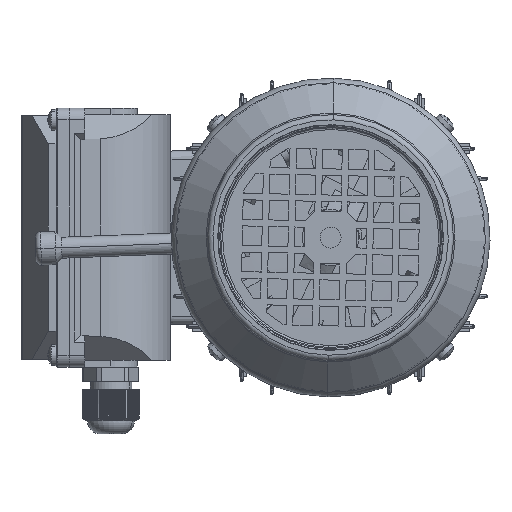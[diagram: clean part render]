
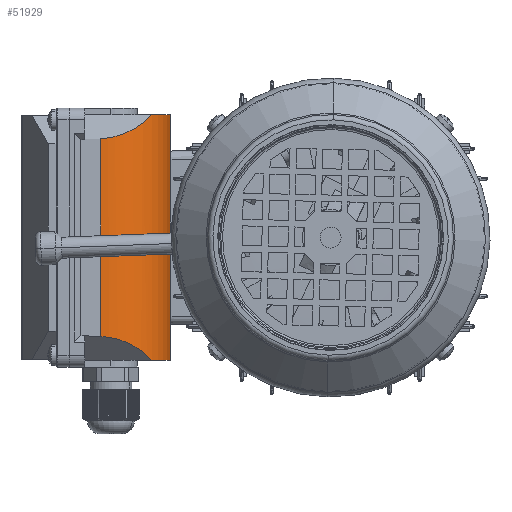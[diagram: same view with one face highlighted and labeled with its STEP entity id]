
A CAD part, left-side view. The second image highlights one B-rep face of the part: STEP entity #51929.
In plain terms, the highlighted cylindrical face has radius 27.7 mm (diameter 55.4 mm), a partial arc.
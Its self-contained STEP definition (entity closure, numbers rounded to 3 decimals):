
#1500 = AXIS2_PLACEMENT_3D ( 'NONE', #62877, #50237, #37560 ) ;
#2160 = CARTESIAN_POINT ( 'NONE',  ( -28.5, -47., 21.7 ) ) ;
#3009 = LINE ( 'NONE', #76037, #54741 ) ;
#3853 = CARTESIAN_POINT ( 'NONE',  ( -28.5, 47., 21.7 ) ) ;
#8622 = EDGE_CURVE ( 'NONE', #75426, #121155, #3009, .T. ) ;
#9459 = ORIENTED_EDGE ( 'NONE', *, *, #41914, .F. ) ;
#11447 = CARTESIAN_POINT ( 'NONE',  ( -47., -47., 14.616 ) ) ;
#11923 = CARTESIAN_POINT ( 'NONE',  ( -28.5, -49.5, -6. ) ) ;
#12855 = CARTESIAN_POINT ( 'NONE',  ( -56.175, 37.825, -4.828 ) ) ;
#13165 = EDGE_CURVE ( 'NONE', #97201, #75426, #22907, .T. ) ;
#22907 = CIRCLE ( 'NONE', #91920, 27.7 ) ;
#27439 = CARTESIAN_POINT ( 'NONE',  ( -47., 47., 14.616 ) ) ;
#37560 = DIRECTION ( 'NONE',  ( 0., 0., 1. ) ) ;
#41914 = EDGE_CURVE ( 'NONE', #67288, #69775, #92200, .T. ) ;
#43386 = CARTESIAN_POINT ( 'NONE',  ( -28.5, -47., -6. ) ) ;
#50237 = DIRECTION ( 'NONE',  ( 0., -1., 0. ) ) ;
#51929 = ADVANCED_FACE ( 'NONE', ( #109883 ), #113067, .T. ) ;
#54741 = VECTOR ( 'NONE', #63343, 1000. ) ;
#57844 = ORIENTED_EDGE ( 'NONE', *, *, #8622, .T. ) ;
#59591 = DIRECTION ( 'NONE',  ( 0., 0., 1. ) ) ;
#60855 =( BOUNDED_CURVE ( )  B_SPLINE_CURVE ( 3, ( #121255, #108631, #95984, #83306 ),
 .UNSPECIFIED., .F., .F. ) 
 B_SPLINE_CURVE_WITH_KNOTS ( ( 4, 4 ),
 ( 2.302, 3.099 ),
 .UNSPECIFIED. ) 
 CURVE ( )  GEOMETRIC_REPRESENTATION_ITEM ( )  RATIONAL_B_SPLINE_CURVE ( ( 1., 0.948, 0.948, 1. ) ) 
 REPRESENTATION_ITEM ( '' )  );
#62460 = ORIENTED_EDGE ( 'NONE', *, *, #13165, .T. ) ;
#62877 = CARTESIAN_POINT ( 'NONE',  ( -28.5, 47., -6. ) ) ;
#63343 = DIRECTION ( 'NONE',  ( 0., 1., 0. ) ) ;
#66849 = DIRECTION ( 'NONE',  ( 0., 1., 0. ) ) ;
#67288 = VERTEX_POINT ( 'NONE', #101065 ) ;
#69775 = VERTEX_POINT ( 'NONE', #12855 ) ;
#70323 = CARTESIAN_POINT ( 'NONE',  ( -47., -47., 14.616 ) ) ;
#72266 = DIRECTION ( 'NONE',  ( 0., 1., 0. ) ) ;
#73147 = ORIENTED_EDGE ( 'NONE', *, *, #82224, .T. ) ;
#75426 = VERTEX_POINT ( 'NONE', #2160 ) ;
#76037 = CARTESIAN_POINT ( 'NONE',  ( -28.5, -49.5, 21.7 ) ) ;
#79522 = CARTESIAN_POINT ( 'NONE',  ( -56.175, -49.5, -4.828 ) ) ;
#82187 = CIRCLE ( 'NONE', #1500, 27.7 ) ;
#82224 = EDGE_CURVE ( 'NONE', #95186, #69775, #60855, .T. ) ;
#83009 = CARTESIAN_POINT ( 'NONE',  ( -52.628, -41.372, 9.566 ) ) ;
#83306 = CARTESIAN_POINT ( 'NONE',  ( -56.175, 37.825, -4.828 ) ) ;
#91094 = DIRECTION ( 'NONE',  ( 0., 0., -1. ) ) ;
#91213 = VECTOR ( 'NONE', #66849, 1000. ) ;
#91920 = AXIS2_PLACEMENT_3D ( 'NONE', #43386, #103740, #91094 ) ;
#92200 = LINE ( 'NONE', #79522, #91213 ) ;
#93779 = EDGE_CURVE ( 'NONE', #67288, #97201, #108717, .T. ) ;
#95186 = VERTEX_POINT ( 'NONE', #27439 ) ;
#95680 = CARTESIAN_POINT ( 'NONE',  ( -55.855, -38.145, 2.727 ) ) ;
#95984 = CARTESIAN_POINT ( 'NONE',  ( -55.855, 38.145, 2.727 ) ) ;
#97201 = VERTEX_POINT ( 'NONE', #11447 ) ;
#101065 = CARTESIAN_POINT ( 'NONE',  ( -56.175, -37.825, -4.828 ) ) ;
#103740 = DIRECTION ( 'NONE',  ( 0., 1., 0. ) ) ;
#106471 = EDGE_LOOP ( 'NONE', ( #62460, #57844, #123395, #73147, #9459, #118441 ) ) ;
#108332 = CARTESIAN_POINT ( 'NONE',  ( -56.175, -37.825, -4.828 ) ) ;
#108631 = CARTESIAN_POINT ( 'NONE',  ( -52.628, 41.372, 9.566 ) ) ;
#108717 =( BOUNDED_CURVE ( )  B_SPLINE_CURVE ( 3, ( #108332, #95680, #83009, #70323 ),
 .UNSPECIFIED., .F., .F. ) 
 B_SPLINE_CURVE_WITH_KNOTS ( ( 4, 4 ),
 ( 0.042, 0.839 ),
 .UNSPECIFIED. ) 
 CURVE ( )  GEOMETRIC_REPRESENTATION_ITEM ( )  RATIONAL_B_SPLINE_CURVE ( ( 1., 0.948, 0.948, 1. ) ) 
 REPRESENTATION_ITEM ( '' )  );
#109883 = FACE_OUTER_BOUND ( 'NONE', #106471, .T. ) ;
#113067 = CYLINDRICAL_SURFACE ( 'NONE', #119422, 27.7 ) ;
#113541 = EDGE_CURVE ( 'NONE', #121155, #95186, #82187, .T. ) ;
#118441 = ORIENTED_EDGE ( 'NONE', *, *, #93779, .T. ) ;
#119422 = AXIS2_PLACEMENT_3D ( 'NONE', #11923, #72266, #59591 ) ;
#121155 = VERTEX_POINT ( 'NONE', #3853 ) ;
#121255 = CARTESIAN_POINT ( 'NONE',  ( -47., 47., 14.616 ) ) ;
#123395 = ORIENTED_EDGE ( 'NONE', *, *, #113541, .T. ) ;
